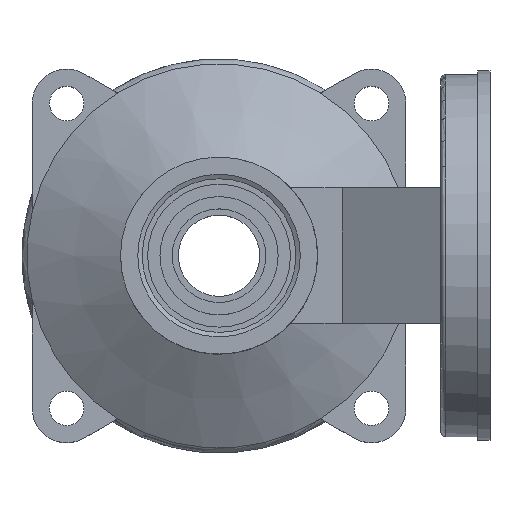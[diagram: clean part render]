
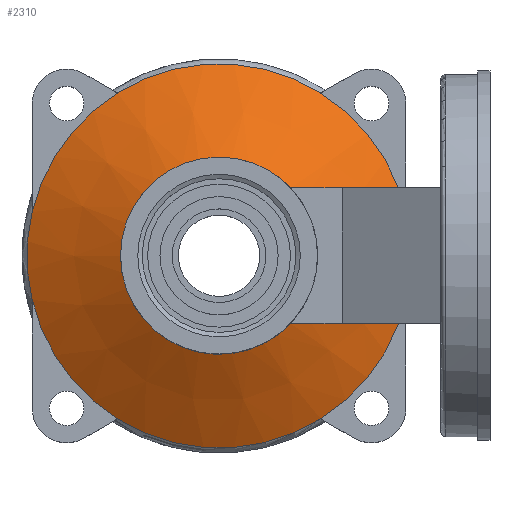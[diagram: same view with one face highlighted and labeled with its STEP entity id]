
A CAD part, top view. The second image highlights one B-rep face of the part: STEP entity #2310.
In plain terms, the highlighted conical face has half-angle 60 degrees and reference radius 59 mm.
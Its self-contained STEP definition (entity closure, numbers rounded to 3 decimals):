
#15=(
BOUNDED_CURVE()
B_SPLINE_CURVE(2,(#3933,#3934,#3935),.UNSPECIFIED.,.F.,.F.)
B_SPLINE_CURVE_WITH_KNOTS((3,3),(0.,0.027),.UNSPECIFIED.)
CURVE()
GEOMETRIC_REPRESENTATION_ITEM()
RATIONAL_B_SPLINE_CURVE((1.,1.,1.))
REPRESENTATION_ITEM('')
);
#16=(
BOUNDED_CURVE()
B_SPLINE_CURVE(2,(#3939,#3940,#3941),.UNSPECIFIED.,.F.,.F.)
B_SPLINE_CURVE_WITH_KNOTS((3,3),(0.,0.027),.UNSPECIFIED.)
CURVE()
GEOMETRIC_REPRESENTATION_ITEM()
RATIONAL_B_SPLINE_CURVE((1.,1.,1.))
REPRESENTATION_ITEM('')
);
#17=(
BOUNDED_CURVE()
B_SPLINE_CURVE(2,(#3946,#3947,#3948),.UNSPECIFIED.,.F.,.F.)
B_SPLINE_CURVE_WITH_KNOTS((3,3),(0.005,4.913),
 .UNSPECIFIED.)
CURVE()
GEOMETRIC_REPRESENTATION_ITEM()
RATIONAL_B_SPLINE_CURVE((1.,1.077,1.))
REPRESENTATION_ITEM('')
);
#18=(
BOUNDED_CURVE()
B_SPLINE_CURVE(2,(#3951,#3952,#3953),.UNSPECIFIED.,.F.,.F.)
B_SPLINE_CURVE_WITH_KNOTS((3,3),(0.,4.908),.UNSPECIFIED.)
CURVE()
GEOMETRIC_REPRESENTATION_ITEM()
RATIONAL_B_SPLINE_CURVE((1.,1.077,1.))
REPRESENTATION_ITEM('')
);
#59=CONICAL_SURFACE('',#2544,59.,60.);
#166=LINE('',#3785,#339);
#190=LINE('',#3889,#363);
#192=LINE('',#3929,#365);
#193=LINE('',#3944,#366);
#339=VECTOR('',#3035,0.079);
#363=VECTOR('',#3103,0.079);
#365=VECTOR('',#3119,0.079);
#366=VECTOR('',#3126,0.079);
#647=FACE_OUTER_BOUND('',#799,.T.);
#799=EDGE_LOOP('',(#1908,#1909,#1910,#1911,#1912,#1913,#1914,#1915,#1916,
#1917,#1918,#1919,#1920,#1921,#1922,#1923));
#966=CIRCLE('',#2512,77.938);
#971=CIRCLE('',#2522,78.);
#982=CIRCLE('',#2541,77.938);
#983=CIRCLE('',#2543,78.);
#984=CIRCLE('',#2545,77.938);
#985=CIRCLE('',#2546,78.);
#986=CIRCLE('',#2547,77.938);
#987=CIRCLE('',#2548,40.);
#1152=VERTEX_POINT('',#3763);
#1153=VERTEX_POINT('',#3764);
#1161=VERTEX_POINT('',#3784);
#1167=VERTEX_POINT('',#3815);
#1190=VERTEX_POINT('',#3886);
#1191=VERTEX_POINT('',#3888);
#1192=VERTEX_POINT('',#3907);
#1193=VERTEX_POINT('',#3911);
#1194=VERTEX_POINT('',#3928);
#1195=VERTEX_POINT('',#3930);
#1196=VERTEX_POINT('',#3932);
#1197=VERTEX_POINT('',#3936);
#1198=VERTEX_POINT('',#3938);
#1199=VERTEX_POINT('',#3942);
#1200=VERTEX_POINT('',#3945);
#1201=VERTEX_POINT('',#3949);
#1416=EDGE_CURVE('',#1152,#1153,#966,.T.);
#1426=EDGE_CURVE('',#1153,#1161,#166,.T.);
#1436=EDGE_CURVE('',#1167,#1161,#971,.T.);
#1465=EDGE_CURVE('',#1191,#1190,#190,.T.);
#1468=EDGE_CURVE('',#1190,#1192,#982,.T.);
#1470=EDGE_CURVE('',#1191,#1193,#983,.T.);
#1472=EDGE_CURVE('',#1167,#1194,#192,.T.);
#1473=EDGE_CURVE('',#1194,#1195,#984,.T.);
#1474=EDGE_CURVE('',#1195,#1196,#15,.T.);
#1475=EDGE_CURVE('',#1197,#1196,#985,.T.);
#1476=EDGE_CURVE('',#1197,#1198,#16,.T.);
#1477=EDGE_CURVE('',#1198,#1199,#986,.T.);
#1478=EDGE_CURVE('',#1199,#1193,#193,.T.);
#1479=EDGE_CURVE('',#1192,#1200,#17,.T.);
#1480=EDGE_CURVE('',#1200,#1201,#987,.T.);
#1481=EDGE_CURVE('',#1201,#1152,#18,.T.);
#1908=ORIENTED_EDGE('',*,*,#1426,.T.);
#1909=ORIENTED_EDGE('',*,*,#1436,.F.);
#1910=ORIENTED_EDGE('',*,*,#1472,.T.);
#1911=ORIENTED_EDGE('',*,*,#1473,.T.);
#1912=ORIENTED_EDGE('',*,*,#1474,.T.);
#1913=ORIENTED_EDGE('',*,*,#1475,.F.);
#1914=ORIENTED_EDGE('',*,*,#1476,.T.);
#1915=ORIENTED_EDGE('',*,*,#1477,.T.);
#1916=ORIENTED_EDGE('',*,*,#1478,.T.);
#1917=ORIENTED_EDGE('',*,*,#1470,.F.);
#1918=ORIENTED_EDGE('',*,*,#1465,.T.);
#1919=ORIENTED_EDGE('',*,*,#1468,.T.);
#1920=ORIENTED_EDGE('',*,*,#1479,.T.);
#1921=ORIENTED_EDGE('',*,*,#1480,.T.);
#1922=ORIENTED_EDGE('',*,*,#1481,.T.);
#1923=ORIENTED_EDGE('',*,*,#1416,.T.);
#2310=ADVANCED_FACE('',(#647),#59,.T.);
#2512=AXIS2_PLACEMENT_3D('',#3765,#3019,#3020);
#2522=AXIS2_PLACEMENT_3D('',#3830,#3052,#3053);
#2541=AXIS2_PLACEMENT_3D('',#3908,#3110,#3111);
#2543=AXIS2_PLACEMENT_3D('',#3912,#3115,#3116);
#2544=AXIS2_PLACEMENT_3D('',#3927,#3117,#3118);
#2545=AXIS2_PLACEMENT_3D('',#3931,#3120,#3121);
#2546=AXIS2_PLACEMENT_3D('',#3937,#3122,#3123);
#2547=AXIS2_PLACEMENT_3D('',#3943,#3124,#3125);
#2548=AXIS2_PLACEMENT_3D('',#3950,#3127,#3128);
#3019=DIRECTION('center_axis',(0.,0.,
1.));
#3020=DIRECTION('ref_axis',(-1.,0.,0.));
#3035=DIRECTION('',(0.772,0.445,-0.454));
#3052=DIRECTION('center_axis',(0.,0.,-1.));
#3053=DIRECTION('ref_axis',(-1.,0.,0.));
#3103=DIRECTION('',(-0.772,0.445,0.454));
#3110=DIRECTION('center_axis',(0.,0.,
1.));
#3111=DIRECTION('ref_axis',(-1.,0.,0.));
#3115=DIRECTION('center_axis',(0.,0.,-1.));
#3116=DIRECTION('ref_axis',(-1.,0.,0.));
#3117=DIRECTION('center_axis',(0.,0.,-1.));
#3118=DIRECTION('ref_axis',(-1.,0.,0.));
#3119=DIRECTION('',(0.772,-0.445,0.454));
#3120=DIRECTION('center_axis',(0.,0.,
1.));
#3121=DIRECTION('ref_axis',(-1.,0.,0.));
#3122=DIRECTION('center_axis',(0.,0.,-1.));
#3123=DIRECTION('ref_axis',(-1.,0.,0.));
#3124=DIRECTION('center_axis',(0.,0.,
1.));
#3125=DIRECTION('ref_axis',(-1.,0.,0.));
#3126=DIRECTION('',(-0.772,-0.445,-0.454));
#3127=DIRECTION('center_axis',(0.,0.,-1.));
#3128=DIRECTION('ref_axis',(-1.,0.,0.));
#3763=CARTESIAN_POINT('',(-37.075,27.5,-67.5));
#3764=CARTESIAN_POINT('',(-68.754,66.129,-67.5));
#3765=CARTESIAN_POINT('Origin',(-110.,0.,-67.5));
#3784=CARTESIAN_POINT('',(-68.693,66.164,-67.536));
#3785=CARTESIAN_POINT('',(-68.724,66.147,-67.518));
#3815=CARTESIAN_POINT('',(-151.307,66.164,-67.536));
#3830=CARTESIAN_POINT('Origin',(-110.,0.,-67.536));
#3886=CARTESIAN_POINT('',(-68.754,-66.129,-67.5));
#3888=CARTESIAN_POINT('',(-68.693,-66.164,-67.536));
#3889=CARTESIAN_POINT('',(-68.724,-66.147,-67.518));
#3907=CARTESIAN_POINT('',(-37.075,-27.5,-67.5));
#3908=CARTESIAN_POINT('Origin',(-110.,0.,-67.5));
#3911=CARTESIAN_POINT('',(-151.307,-66.164,-67.536));
#3912=CARTESIAN_POINT('Origin',(-110.,0.,-67.536));
#3927=CARTESIAN_POINT('Origin',(-110.,0.,-56.566));
#3928=CARTESIAN_POINT('',(-151.246,66.129,-67.5));
#3929=CARTESIAN_POINT('',(-151.276,66.147,-67.518));
#3930=CARTESIAN_POINT('',(-185.872,17.826,-67.5));
#3931=CARTESIAN_POINT('Origin',(-110.,0.,-67.5));
#3932=CARTESIAN_POINT('',(-185.872,18.096,-67.536));
#3933=CARTESIAN_POINT('Ctrl Pts',(-185.872,17.826,-67.5));
#3934=CARTESIAN_POINT('Ctrl Pts',(-185.872,17.961,-67.518));
#3935=CARTESIAN_POINT('Ctrl Pts',(-185.872,18.096,-67.536));
#3936=CARTESIAN_POINT('',(-185.872,-18.096,-67.536));
#3937=CARTESIAN_POINT('Origin',(-110.,0.,-67.536));
#3938=CARTESIAN_POINT('',(-185.872,-17.826,-67.5));
#3939=CARTESIAN_POINT('Ctrl Pts',(-185.872,-18.096,-67.536));
#3940=CARTESIAN_POINT('Ctrl Pts',(-185.872,-17.961,-67.518));
#3941=CARTESIAN_POINT('Ctrl Pts',(-185.872,-17.826,-67.5));
#3942=CARTESIAN_POINT('',(-151.246,-66.129,-67.5));
#3943=CARTESIAN_POINT('Origin',(-110.,0.,-67.5));
#3944=CARTESIAN_POINT('',(-151.276,-66.147,-67.518));
#3945=CARTESIAN_POINT('',(-80.953,-27.5,-45.597));
#3946=CARTESIAN_POINT('Ctrl Pts',(-37.075,-27.5,-67.5));
#3947=CARTESIAN_POINT('Ctrl Pts',(-66.071,-27.5,-51.836));
#3948=CARTESIAN_POINT('Ctrl Pts',(-80.953,-27.5,-45.597));
#3949=CARTESIAN_POINT('',(-80.953,27.5,-45.597));
#3950=CARTESIAN_POINT('Origin',(-110.,0.,-45.597));
#3951=CARTESIAN_POINT('Ctrl Pts',(-80.953,27.5,-45.597));
#3952=CARTESIAN_POINT('Ctrl Pts',(-66.071,27.5,-51.836));
#3953=CARTESIAN_POINT('Ctrl Pts',(-37.075,27.5,-67.5));
